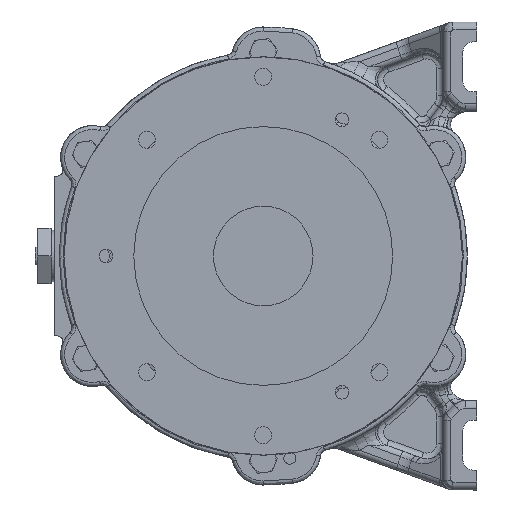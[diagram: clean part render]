
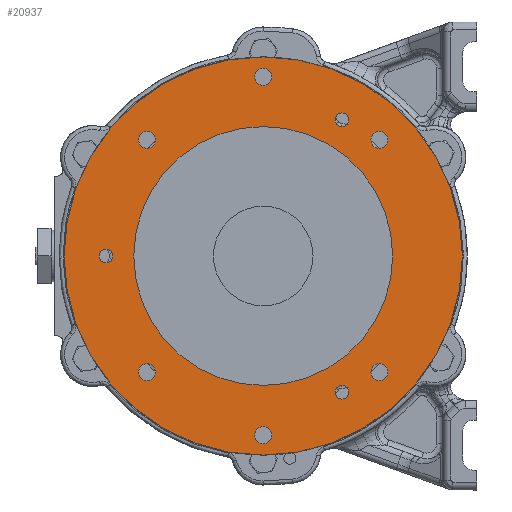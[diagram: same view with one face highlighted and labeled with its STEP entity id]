
A CAD part, left-side view. The second image highlights one B-rep face of the part: STEP entity #20937.
In plain terms, the highlighted planar face has unit normal (-1, 0, 0).
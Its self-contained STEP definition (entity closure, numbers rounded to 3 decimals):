
#679 = CIRCLE ( 'NONE', #51320, 4.25 ) ;
#781 = DIRECTION ( 'NONE',  ( 0., 0., -1. ) ) ;
#936 = CARTESIAN_POINT ( 'NONE',  ( -91.5, 0., 100. ) ) ;
#1017 = DIRECTION ( 'NONE',  ( 1., 0., 0. ) ) ;
#2318 = ORIENTED_EDGE ( 'NONE', *, *, #40607, .T. ) ;
#2374 = DIRECTION ( 'NONE',  ( 0., 0., 1. ) ) ;
#2565 = EDGE_CURVE ( 'NONE', #5647, #5647, #9421, .T. ) ;
#2961 = VERTEX_POINT ( 'NONE', #34894 ) ;
#3961 = EDGE_CURVE ( 'NONE', #50059, #50059, #6202, .T. ) ;
#4501 = EDGE_CURVE ( 'NONE', #26368, #26368, #22774, .T. ) ;
#5033 = CIRCLE ( 'NONE', #43201, 100. ) ;
#5142 = CARTESIAN_POINT ( 'NONE',  ( -91.5, 0., -90. ) ) ;
#5647 = VERTEX_POINT ( 'NONE', #37828 ) ;
#6009 = DIRECTION ( 'NONE',  ( 0., 0., -1. ) ) ;
#6202 = CIRCLE ( 'NONE', #42690, 4.25 ) ;
#6456 = DIRECTION ( 'NONE',  ( -1., 0., 0. ) ) ;
#6599 = VERTEX_POINT ( 'NONE', #18768 ) ;
#7789 = EDGE_LOOP ( 'NONE', ( #37142 ) ) ;
#8101 = AXIS2_PLACEMENT_3D ( 'NONE', #39709, #1017, #20188 ) ;
#8451 = DIRECTION ( 'NONE',  ( 0., 0., 1. ) ) ;
#9285 = EDGE_CURVE ( 'NONE', #47203, #47203, #32980, .T. ) ;
#9375 = CARTESIAN_POINT ( 'NONE',  ( -91.5, 58.336, 58.336 ) ) ;
#9421 = CIRCLE ( 'NONE', #45931, 3.4 ) ;
#9606 = ORIENTED_EDGE ( 'NONE', *, *, #18860, .T. ) ;
#9716 = DIRECTION ( 'NONE',  ( 0., 0., -1. ) ) ;
#9788 = CIRCLE ( 'NONE', #38817, 4.25 ) ;
#9834 = FACE_BOUND ( 'NONE', #15216, .T. ) ;
#9906 = CARTESIAN_POINT ( 'NONE',  ( -91.5, 0., 0. ) ) ;
#11941 = CARTESIAN_POINT ( 'NONE',  ( -91.5, -39.5, 68.416 ) ) ;
#13183 = EDGE_LOOP ( 'NONE', ( #21550 ) ) ;
#13257 = DIRECTION ( 'NONE',  ( 1., 0., 0. ) ) ;
#13436 = DIRECTION ( 'NONE',  ( 1., 0., 0. ) ) ;
#13678 = EDGE_LOOP ( 'NONE', ( #2318 ) ) ;
#13685 = DIRECTION ( 'NONE',  ( 0., 0., -1. ) ) ;
#13704 = FACE_BOUND ( 'NONE', #13183, .T. ) ;
#13993 = DIRECTION ( 'NONE',  ( 0., 0., -1. ) ) ;
#14464 = FACE_OUTER_BOUND ( 'NONE', #29780, .T. ) ;
#15216 = EDGE_LOOP ( 'NONE', ( #43842 ) ) ;
#15365 = ORIENTED_EDGE ( 'NONE', *, *, #39968, .T. ) ;
#15777 = CARTESIAN_POINT ( 'NONE',  ( -91.5, -39.5, -68.416 ) ) ;
#15962 = VERTEX_POINT ( 'NONE', #936 ) ;
#16220 = CARTESIAN_POINT ( 'NONE',  ( -91.5, 0., 0. ) ) ;
#16534 = DIRECTION ( 'NONE',  ( 0., 0., -1. ) ) ;
#16707 = CIRCLE ( 'NONE', #50764, 4.25 ) ;
#17610 = FACE_BOUND ( 'NONE', #7789, .T. ) ;
#18120 = FACE_BOUND ( 'NONE', #49012, .T. ) ;
#18768 = CARTESIAN_POINT ( 'NONE',  ( -91.5, -39.5, -71.816 ) ) ;
#18860 = EDGE_CURVE ( 'NONE', #43554, #43554, #46605, .T. ) ;
#18916 = CIRCLE ( 'NONE', #19775, 65. ) ;
#19775 = AXIS2_PLACEMENT_3D ( 'NONE', #9906, #49170, #2374 ) ;
#19862 = EDGE_CURVE ( 'NONE', #40394, #40394, #16707, .T. ) ;
#20188 = DIRECTION ( 'NONE',  ( 0., 0., -1. ) ) ;
#20290 = AXIS2_PLACEMENT_3D ( 'NONE', #9375, #13257, #6009 ) ;
#20720 = DIRECTION ( 'NONE',  ( 0., 0., -1. ) ) ;
#20937 = ADVANCED_FACE ( 'NONE', ( #13704, #37374, #33470, #17610, #25664, #14464, #41283, #49342, #9834, #18120, #22528 ), #33983, .T. ) ;
#21444 = CARTESIAN_POINT ( 'NONE',  ( -91.5, 0., 85.75 ) ) ;
#21550 = ORIENTED_EDGE ( 'NONE', *, *, #2565, .T. ) ;
#22498 = EDGE_CURVE ( 'NONE', #15962, #15962, #5033, .T. ) ;
#22528 = FACE_BOUND ( 'NONE', #50555, .T. ) ;
#22729 = CARTESIAN_POINT ( 'NONE',  ( -91.5, -58.336, -62.586 ) ) ;
#22765 = EDGE_LOOP ( 'NONE', ( #29669 ) ) ;
#22774 = CIRCLE ( 'NONE', #20290, 4.25 ) ;
#23201 = CARTESIAN_POINT ( 'NONE',  ( -91.5, 0., -94.25 ) ) ;
#23876 = DIRECTION ( 'NONE',  ( 1., 0., 0. ) ) ;
#24041 = EDGE_LOOP ( 'NONE', ( #27873 ) ) ;
#24797 = AXIS2_PLACEMENT_3D ( 'NONE', #15777, #33365, #9716 ) ;
#25014 = DIRECTION ( 'NONE',  ( 1., 0., 0. ) ) ;
#25190 = ORIENTED_EDGE ( 'NONE', *, *, #3961, .T. ) ;
#25664 = FACE_BOUND ( 'NONE', #24041, .T. ) ;
#26368 = VERTEX_POINT ( 'NONE', #49292 ) ;
#26815 = CARTESIAN_POINT ( 'NONE',  ( -91.5, 0., 65. ) ) ;
#27175 = DIRECTION ( 'NONE',  ( 0., 0., -1. ) ) ;
#27347 = VERTEX_POINT ( 'NONE', #26815 ) ;
#27744 = DIRECTION ( 'NONE',  ( 1., 0., 0. ) ) ;
#27873 = ORIENTED_EDGE ( 'NONE', *, *, #4501, .T. ) ;
#28423 = DIRECTION ( 'NONE',  ( -1., 0., 0. ) ) ;
#28904 = CARTESIAN_POINT ( 'NONE',  ( -91.5, 0., 90. ) ) ;
#29669 = ORIENTED_EDGE ( 'NONE', *, *, #19862, .T. ) ;
#29780 = EDGE_LOOP ( 'NONE', ( #42154 ) ) ;
#30075 = DIRECTION ( 'NONE',  ( 0., 0., 1. ) ) ;
#32685 = ORIENTED_EDGE ( 'NONE', *, *, #9285, .T. ) ;
#32980 = CIRCLE ( 'NONE', #8101, 4.25 ) ;
#33365 = DIRECTION ( 'NONE',  ( 1., 0., 0. ) ) ;
#33470 = FACE_BOUND ( 'NONE', #46183, .T. ) ;
#33983 = PLANE ( 'NONE',  #39790 ) ;
#34487 = CARTESIAN_POINT ( 'NONE',  ( -91.5, -100., 0. ) ) ;
#34894 = CARTESIAN_POINT ( 'NONE',  ( -91.5, -58.336, 54.086 ) ) ;
#35820 = CARTESIAN_POINT ( 'NONE',  ( -91.5, 58.336, -58.336 ) ) ;
#36758 = CARTESIAN_POINT ( 'NONE',  ( -91.5, 58.336, -62.586 ) ) ;
#36807 = EDGE_CURVE ( 'NONE', #2961, #2961, #9788, .T. ) ;
#37142 = ORIENTED_EDGE ( 'NONE', *, *, #36807, .T. ) ;
#37374 = FACE_BOUND ( 'NONE', #46852, .T. ) ;
#37828 = CARTESIAN_POINT ( 'NONE',  ( -91.5, -39.5, 65.016 ) ) ;
#38817 = AXIS2_PLACEMENT_3D ( 'NONE', #48817, #13436, #13685 ) ;
#39709 = CARTESIAN_POINT ( 'NONE',  ( -91.5, -58.336, -58.336 ) ) ;
#39790 = AXIS2_PLACEMENT_3D ( 'NONE', #34487, #6456, #30075 ) ;
#39968 = EDGE_CURVE ( 'NONE', #42180, #42180, #679, .T. ) ;
#40394 = VERTEX_POINT ( 'NONE', #36758 ) ;
#40607 = EDGE_CURVE ( 'NONE', #27347, #27347, #18916, .T. ) ;
#41193 = EDGE_CURVE ( 'NONE', #6599, #6599, #48901, .T. ) ;
#41283 = FACE_BOUND ( 'NONE', #13678, .T. ) ;
#41571 = CARTESIAN_POINT ( 'NONE',  ( -91.5, 79., 0. ) ) ;
#41586 = AXIS2_PLACEMENT_3D ( 'NONE', #41571, #44720, #13993 ) ;
#42154 = ORIENTED_EDGE ( 'NONE', *, *, #22498, .T. ) ;
#42180 = VERTEX_POINT ( 'NONE', #23201 ) ;
#42690 = AXIS2_PLACEMENT_3D ( 'NONE', #28904, #25014, #27175 ) ;
#43201 = AXIS2_PLACEMENT_3D ( 'NONE', #16220, #28423, #8451 ) ;
#43554 = VERTEX_POINT ( 'NONE', #44311 ) ;
#43842 = ORIENTED_EDGE ( 'NONE', *, *, #41193, .T. ) ;
#44311 = CARTESIAN_POINT ( 'NONE',  ( -91.5, 79., -3.4 ) ) ;
#44720 = DIRECTION ( 'NONE',  ( 1., 0., 0. ) ) ;
#45931 = AXIS2_PLACEMENT_3D ( 'NONE', #11941, #23876, #781 ) ;
#46183 = EDGE_LOOP ( 'NONE', ( #32685 ) ) ;
#46605 = CIRCLE ( 'NONE', #41586, 3.4 ) ;
#46852 = EDGE_LOOP ( 'NONE', ( #9606 ) ) ;
#47203 = VERTEX_POINT ( 'NONE', #22729 ) ;
#48527 = DIRECTION ( 'NONE',  ( 1., 0., 0. ) ) ;
#48817 = CARTESIAN_POINT ( 'NONE',  ( -91.5, -58.336, 58.336 ) ) ;
#48901 = CIRCLE ( 'NONE', #24797, 3.4 ) ;
#49012 = EDGE_LOOP ( 'NONE', ( #25190 ) ) ;
#49170 = DIRECTION ( 'NONE',  ( 1., 0., 0. ) ) ;
#49292 = CARTESIAN_POINT ( 'NONE',  ( -91.5, 58.336, 54.086 ) ) ;
#49342 = FACE_BOUND ( 'NONE', #22765, .T. ) ;
#50059 = VERTEX_POINT ( 'NONE', #21444 ) ;
#50555 = EDGE_LOOP ( 'NONE', ( #15365 ) ) ;
#50764 = AXIS2_PLACEMENT_3D ( 'NONE', #35820, #27744, #20720 ) ;
#51320 = AXIS2_PLACEMENT_3D ( 'NONE', #5142, #48527, #16534 ) ;
